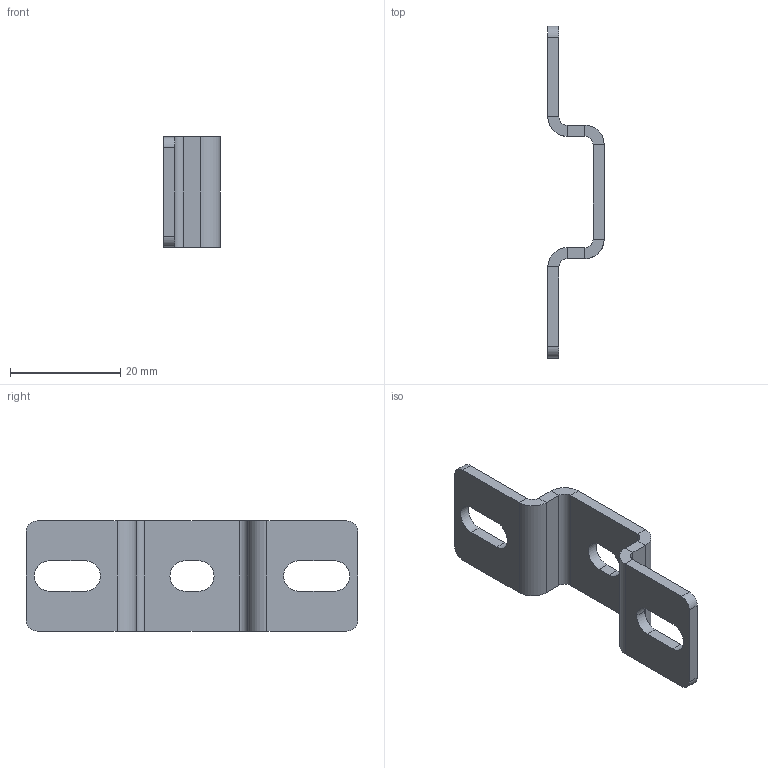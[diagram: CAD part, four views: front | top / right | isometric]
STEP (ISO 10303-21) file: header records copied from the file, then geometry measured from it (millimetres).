
FILE_DESCRIPTION (( 'STEP AP214' ), '1' );
FILE_NAME ('F41 Êðåïëåíèå äëÿ ñåòêè, 20 ñåðèÿ, ïëàñòèíà 20õ60.STEP', '2020-03-10T09:30:16', ( 'Windows User' ), ( '' ), 'SwSTEP 2.0', 'SolidWorks 2019', '' );
FILE_SCHEMA (( 'AUTOMOTIVE_DESIGN' ));
Length unit declared in the file: millimetre
Products named in the file (1): F41 Êðåïëåíèå äëÿ ñåòêè, 20 ñåðèÿ, ïëàñòèíà 20õ60
Bounding box: 10.2 x 60.2 x 20 mm (x, y, z)
Volume: 2572.4 mm3; surface area: 3100.4 mm2
Topology: 1 solids, 1 shells, 56 faces, 130 edges, 76 vertices
Faces by surface type: plane 36, cylinder 20
Entity records: 1604 total; most frequent: DIRECTION 284, CARTESIAN_POINT 263, ORIENTED_EDGE 260, EDGE_CURVE 130, AXIS2_PLACEMENT_3D 97, LINE 90, VECTOR 90, VERTEX_POINT 76
